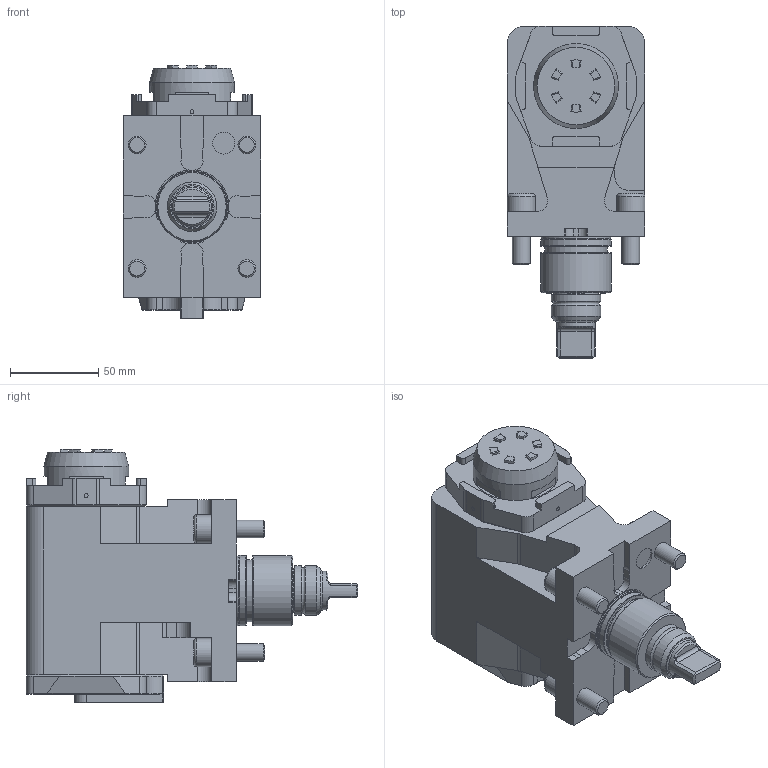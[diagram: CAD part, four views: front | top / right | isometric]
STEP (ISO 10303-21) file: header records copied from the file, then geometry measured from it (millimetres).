
FILE_DESCRIPTION (( 'STEP AP214' ), '1' );
FILE_NAME ('RRPPH25I121UNZ.STEP', '2026-02-02T09:42:19', ( '' ), ( '' ), 'SwSTEP 2.0', 'SolidWorks 2023', '' );
FILE_SCHEMA (( 'AUTOMOTIVE_DESIGN' ));
Length unit declared in the file: millimetre
Products named in the file (1): RRPPH25I121UNZ
Bounding box: 78 x 187.8 x 143.65 mm (x, y, z)
Volume: 998532.3 mm3; surface area: 87750.9 mm2
Topology: 1 solids, 2 shells, 647 faces, 1692 edges, 1108 vertices
Faces by surface type: plane 393, cylinder 131, bspline 66, cone 44, torus 13
Full cylindrical faces by diameter (mm): 1.7 x1, 2.1 x1, 6 x1, 6.366 x1, 10 x4, 16 x4, 22 x1, 25 x1, 28 x2, 35 x1, 35.1 x1, 39.5 x1, 39.8 x1, 39.9 x1, 48 x1
Entity records: 25850 total; most frequent: CARTESIAN_POINT 7419, ORIENTED_EDGE 3258, DIRECTION 2908, EDGE_CURVE 1629, VECTOR 1098, LINE 1098, VERTEX_POINT 1092, AXIS2_PLACEMENT_3D 905
